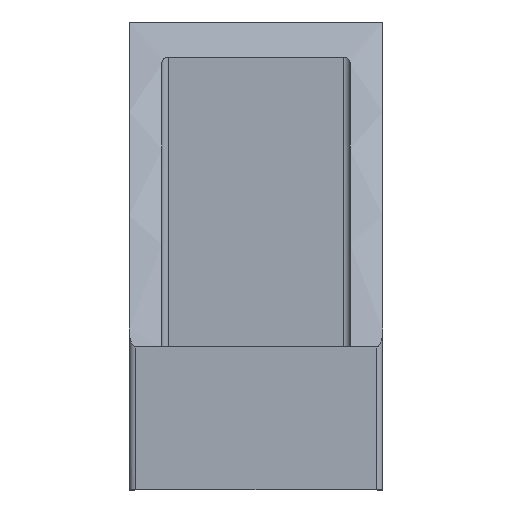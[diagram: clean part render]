
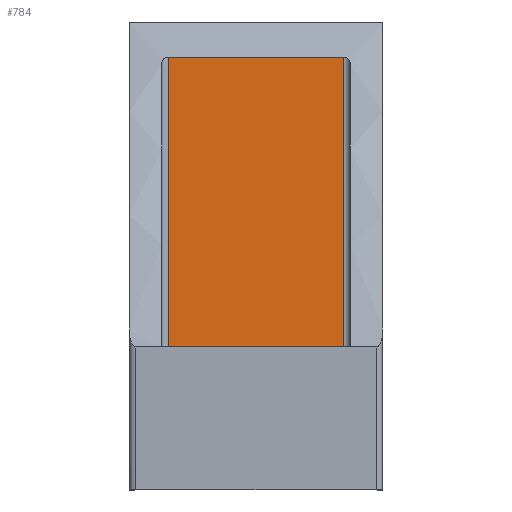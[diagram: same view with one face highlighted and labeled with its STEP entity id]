
A CAD part, front view. The second image highlights one B-rep face of the part: STEP entity #784.
In plain terms, the highlighted planar face has unit normal (0, -1, 0).
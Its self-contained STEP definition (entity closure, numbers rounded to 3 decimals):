
#34=PLANE('',#883);
#74=FACE_OUTER_BOUND('',#123,.T.);
#123=EDGE_LOOP('',(#656,#657,#658,#659));
#213=LINE('',#1304,#275);
#232=LINE('',#1408,#294);
#233=LINE('',#1410,#295);
#234=LINE('',#1411,#296);
#275=VECTOR('',#983,10.);
#294=VECTOR('',#1090,10.);
#295=VECTOR('',#1091,10.);
#296=VECTOR('',#1092,10.);
#360=VERTEX_POINT('',#1292);
#361=VERTEX_POINT('',#1303);
#382=VERTEX_POINT('',#1407);
#383=VERTEX_POINT('',#1409);
#440=EDGE_CURVE('',#360,#361,#213,.T.);
#483=EDGE_CURVE('',#382,#360,#232,.T.);
#484=EDGE_CURVE('',#383,#382,#233,.T.);
#485=EDGE_CURVE('',#383,#361,#234,.T.);
#656=ORIENTED_EDGE('',*,*,#440,.F.);
#657=ORIENTED_EDGE('',*,*,#483,.F.);
#658=ORIENTED_EDGE('',*,*,#484,.F.);
#659=ORIENTED_EDGE('',*,*,#485,.T.);
#784=ADVANCED_FACE('',(#74),#34,.F.);
#883=AXIS2_PLACEMENT_3D('',#1406,#1088,#1089);
#983=DIRECTION('',(1.,0.,0.));
#1088=DIRECTION('center_axis',(0.,1.,0.));
#1089=DIRECTION('ref_axis',(-1.,0.,0.));
#1090=DIRECTION('',(0.,0.,1.));
#1091=DIRECTION('',(-1.,0.,0.));
#1092=DIRECTION('',(0.,0.,1.));
#1292=CARTESIAN_POINT('',(3.,7.,33.279));
#1303=CARTESIAN_POINT('',(16.5,7.,33.279));
#1304=CARTESIAN_POINT('',(0.,7.,33.279));
#1406=CARTESIAN_POINT('Origin',(16.5,7.,11.));
#1407=CARTESIAN_POINT('',(3.,7.,11.));
#1408=CARTESIAN_POINT('',(3.,7.,11.));
#1409=CARTESIAN_POINT('',(16.5,7.,11.));
#1410=CARTESIAN_POINT('',(17.,7.,11.));
#1411=CARTESIAN_POINT('',(16.5,7.,11.));
